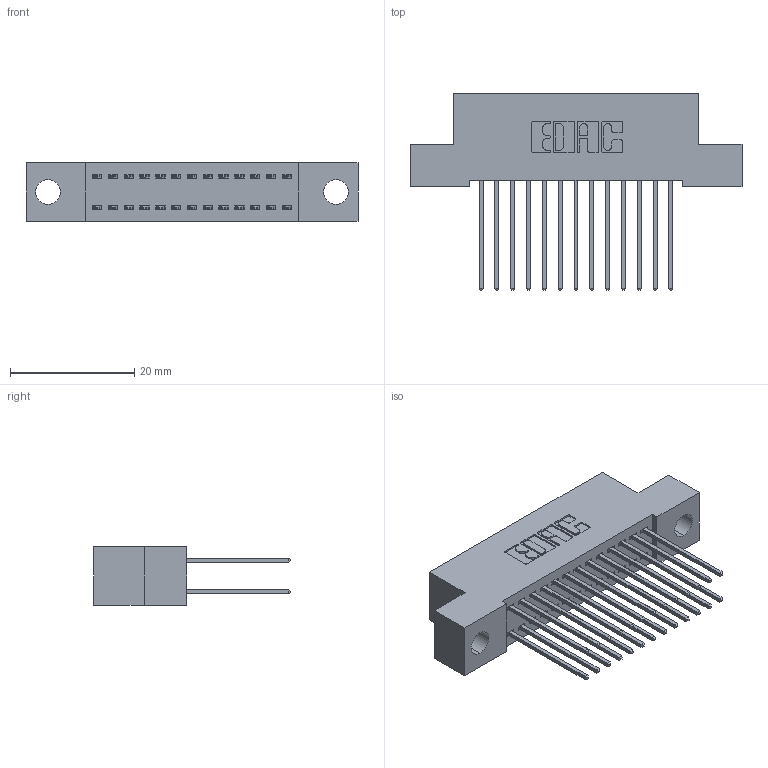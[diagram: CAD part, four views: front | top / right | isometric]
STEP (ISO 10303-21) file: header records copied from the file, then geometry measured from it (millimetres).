
FILE_DESCRIPTION (( 'STEP AP203' ), '1' );
FILE_NAME ('392-026-542-204.STEP', '2019-10-07T11:28:04', ( '' ), ( '' ), 'SwSTEP 2.0', 'SolidWorks 2016', '' );
FILE_SCHEMA (( 'CONFIG_CONTROL_DESIGN' ));
Length unit declared in the file: inch
Products named in the file (3): 342 Part_.156 TH; 345-292-001_345-293-142; 392-026-542-204
Assembly tree (27 placements, depth 2):
  392-026-542-204
    342 Part_.156 TH
    345-292-001_345-293-142  x26
Bounding box: 53.34 x 31.63 x 9.4 mm (x, y, z)
Volume: 4689.5 mm3; surface area: 7286.9 mm2
Topology: 27 solids, 27 shells, 1462 faces, 4329 edges, 2850 vertices
Faces by surface type: plane 1002, cylinder 460
Entity records: 12003 total; most frequent: CARTESIAN_POINT 2022, ORIENTED_EDGE 1958, DIRECTION 1779, EDGE_CURVE 979, LINE 851, VECTOR 851, VERTEX_POINT 650, AXIS2_PLACEMENT_3D 464
